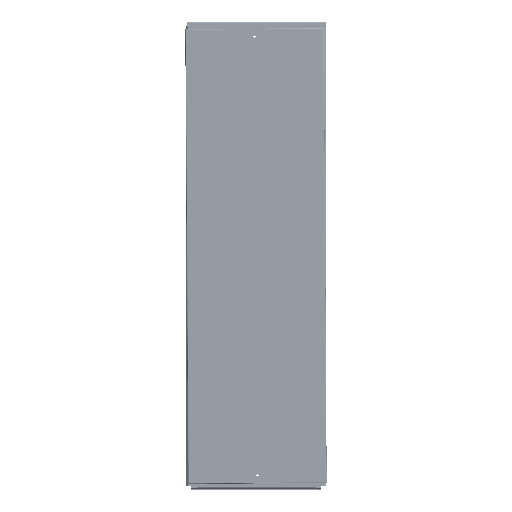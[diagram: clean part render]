
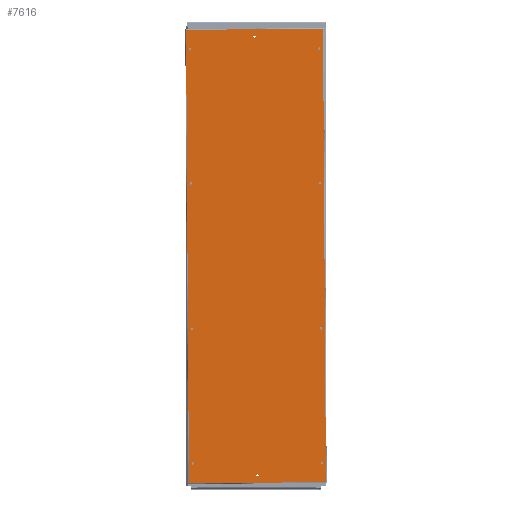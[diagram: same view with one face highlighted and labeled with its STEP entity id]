
A CAD part, top view. The second image highlights one B-rep face of the part: STEP entity #7616.
In plain terms, the highlighted face is planar.
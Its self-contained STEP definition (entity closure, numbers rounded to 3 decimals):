
#4425=FACE_BOUND('',#14687,.T.);
#4426=FACE_BOUND('',#14688,.T.);
#4427=FACE_BOUND('',#14689,.T.);
#4428=FACE_BOUND('',#14690,.T.);
#4429=FACE_BOUND('',#14691,.T.);
#4430=FACE_BOUND('',#14692,.T.);
#4431=FACE_BOUND('',#14693,.T.);
#4432=FACE_BOUND('',#14694,.T.);
#4433=FACE_BOUND('',#14695,.T.);
#4434=FACE_BOUND('',#14696,.T.);
#4435=FACE_BOUND('',#14697,.T.);
#6577=CIRCLE('',#57309,5.);
#6579=CIRCLE('',#57312,5.);
#6581=CIRCLE('',#57315,5.);
#6583=CIRCLE('',#57318,5.);
#6585=CIRCLE('',#57321,5.);
#6587=CIRCLE('',#57324,5.);
#6589=CIRCLE('',#57327,5.);
#6591=CIRCLE('',#57330,5.);
#6593=CIRCLE('',#57333,5.);
#6596=CIRCLE('',#57338,5.);
#7616=ADVANCED_FACE('F27',(#4425,#4426,#4427,#4428,#4429,#4430,#4431,#4432,
#4433,#4434,#4435),#10239,.T.);
#10239=PLANE('',#57347);
#14687=EDGE_LOOP('',(#29363,#29364,#29365,#29366));
#14688=EDGE_LOOP('',(#29367));
#14689=EDGE_LOOP('',(#29368));
#14690=EDGE_LOOP('',(#29369));
#14691=EDGE_LOOP('',(#29370));
#14692=EDGE_LOOP('',(#29371));
#14693=EDGE_LOOP('',(#29372));
#14694=EDGE_LOOP('',(#29373));
#14695=EDGE_LOOP('',(#29374));
#14696=EDGE_LOOP('',(#29375));
#14697=EDGE_LOOP('',(#29376));
#29363=ORIENTED_EDGE('',*,*,#49050,.T.);
#29364=ORIENTED_EDGE('',*,*,#49047,.T.);
#29365=ORIENTED_EDGE('',*,*,#49051,.T.);
#29366=ORIENTED_EDGE('',*,*,#49052,.T.);
#29367=ORIENTED_EDGE('',*,*,#49033,.T.);
#29368=ORIENTED_EDGE('',*,*,#49025,.T.);
#29369=ORIENTED_EDGE('',*,*,#49022,.T.);
#29370=ORIENTED_EDGE('',*,*,#49019,.T.);
#29371=ORIENTED_EDGE('',*,*,#49016,.T.);
#29372=ORIENTED_EDGE('',*,*,#49013,.T.);
#29373=ORIENTED_EDGE('',*,*,#49010,.T.);
#29374=ORIENTED_EDGE('',*,*,#49007,.T.);
#29375=ORIENTED_EDGE('',*,*,#49004,.T.);
#29376=ORIENTED_EDGE('',*,*,#49001,.T.);
#44148=VERTEX_POINT('',#73399);
#44150=VERTEX_POINT('',#73405);
#44152=VERTEX_POINT('',#73411);
#44154=VERTEX_POINT('',#73417);
#44156=VERTEX_POINT('',#73423);
#44158=VERTEX_POINT('',#73429);
#44160=VERTEX_POINT('',#73435);
#44162=VERTEX_POINT('',#73441);
#44164=VERTEX_POINT('',#73447);
#44170=VERTEX_POINT('',#73467);
#44177=VERTEX_POINT('',#73489);
#44181=VERTEX_POINT('',#73498);
#44183=VERTEX_POINT('',#73515);
#44184=VERTEX_POINT('',#73518);
#49001=EDGE_CURVE('E120',#44148,#44148,#6577,.T.);
#49004=EDGE_CURVE('E119',#44150,#44150,#6579,.T.);
#49007=EDGE_CURVE('E118',#44152,#44152,#6581,.T.);
#49010=EDGE_CURVE('E117',#44154,#44154,#6583,.T.);
#49013=EDGE_CURVE('E116',#44156,#44156,#6585,.T.);
#49016=EDGE_CURVE('E115',#44158,#44158,#6587,.T.);
#49019=EDGE_CURVE('E114',#44160,#44160,#6589,.T.);
#49022=EDGE_CURVE('E113',#44162,#44162,#6591,.T.);
#49025=EDGE_CURVE('E112',#44164,#44164,#6593,.T.);
#49033=EDGE_CURVE('E111',#44170,#44170,#6596,.T.);
#49047=EDGE_CURVE('E74',#44177,#44181,#56434,.T.);
#49050=EDGE_CURVE('E90',#44183,#44177,#56435,.T.);
#49051=EDGE_CURVE('E82',#44181,#44184,#56436,.T.);
#49052=EDGE_CURVE('E68',#44184,#44183,#56437,.T.);
#56434=B_SPLINE_CURVE_WITH_KNOTS('',1,(#73506,#73507),.UNSPECIFIED.,.F.,
 .F.,(2,2),(0.,1.),.UNSPECIFIED.);
#56435=B_SPLINE_CURVE_WITH_KNOTS('',1,(#73513,#73514),.UNSPECIFIED.,.F.,
 .F.,(2,2),(0.,1.),.UNSPECIFIED.);
#56436=B_SPLINE_CURVE_WITH_KNOTS('',1,(#73516,#73517),.UNSPECIFIED.,.F.,
 .F.,(2,2),(0.,1.),.UNSPECIFIED.);
#56437=B_SPLINE_CURVE_WITH_KNOTS('',1,(#73519,#73520),.UNSPECIFIED.,.F.,
 .F.,(2,2),(0.,1.),.UNSPECIFIED.);
#57309=AXIS2_PLACEMENT_3D('',#73400,#60926,#60927);
#57312=AXIS2_PLACEMENT_3D('',#73406,#60933,#60934);
#57315=AXIS2_PLACEMENT_3D('',#73412,#60940,#60941);
#57318=AXIS2_PLACEMENT_3D('',#73418,#60947,#60948);
#57321=AXIS2_PLACEMENT_3D('',#73424,#60954,#60955);
#57324=AXIS2_PLACEMENT_3D('',#73430,#60961,#60962);
#57327=AXIS2_PLACEMENT_3D('',#73436,#60968,#60969);
#57330=AXIS2_PLACEMENT_3D('',#73442,#60975,#60976);
#57333=AXIS2_PLACEMENT_3D('',#73448,#60982,#60983);
#57338=AXIS2_PLACEMENT_3D('',#73468,#60993,#60994);
#57347=AXIS2_PLACEMENT_3D('',#73521,#61017,#61018);
#60926=DIRECTION('',(0.,0.,1.));
#60927=DIRECTION('',(1.,0.,0.));
#60933=DIRECTION('',(0.,0.,1.));
#60934=DIRECTION('',(1.,0.,0.));
#60940=DIRECTION('',(0.,0.,1.));
#60941=DIRECTION('',(1.,0.,0.));
#60947=DIRECTION('',(0.,0.,1.));
#60948=DIRECTION('',(1.,0.,0.));
#60954=DIRECTION('',(0.,0.,1.));
#60955=DIRECTION('',(1.,0.,0.));
#60961=DIRECTION('',(0.,0.,1.));
#60962=DIRECTION('',(1.,0.,0.));
#60968=DIRECTION('',(0.,0.,1.));
#60969=DIRECTION('',(1.,0.,0.));
#60975=DIRECTION('',(0.,0.,1.));
#60976=DIRECTION('',(1.,0.,0.));
#60982=DIRECTION('',(0.,0.,1.));
#60983=DIRECTION('',(1.,0.,0.));
#60993=DIRECTION('',(0.,0.,1.));
#60994=DIRECTION('',(1.,0.,0.));
#61017=DIRECTION('',(0.,0.,-1.));
#61018=DIRECTION('',(1.,0.,0.));
#73399=CARTESIAN_POINT('',(400.768,-1554.929,-641.788));
#73400=CARTESIAN_POINT('',(400.768,-1559.929,-641.788));
#73405=CARTESIAN_POINT('',(453.268,-1277.929,-641.788));
#73406=CARTESIAN_POINT('',(453.268,-1282.929,-641.788));
#73411=CARTESIAN_POINT('',(400.768,-1000.929,-641.788));
#73412=CARTESIAN_POINT('',(400.768,-1005.929,-641.788));
#73417=CARTESIAN_POINT('',(-174.232,-1000.929,-641.788));
#73418=CARTESIAN_POINT('',(-174.232,-1005.929,-641.788));
#73423=CARTESIAN_POINT('',(-799.232,-1000.929,-641.788));
#73424=CARTESIAN_POINT('',(-799.232,-1005.929,-641.788));
#73429=CARTESIAN_POINT('',(-1374.232,-1000.929,-641.788));
#73430=CARTESIAN_POINT('',(-1374.232,-1005.929,-641.788));
#73435=CARTESIAN_POINT('',(-1426.732,-1277.929,-641.788));
#73436=CARTESIAN_POINT('',(-1426.732,-1282.929,-641.788));
#73441=CARTESIAN_POINT('',(-1374.232,-1554.929,-641.788));
#73442=CARTESIAN_POINT('',(-1374.232,-1559.929,-641.788));
#73447=CARTESIAN_POINT('',(-799.232,-1554.929,-641.788));
#73448=CARTESIAN_POINT('',(-799.232,-1559.929,-641.788));
#73467=CARTESIAN_POINT('',(-174.232,-1554.929,-641.788));
#73468=CARTESIAN_POINT('',(-174.232,-1559.929,-641.788));
#73489=CARTESIAN_POINT('',(484.768,-989.429,-641.788));
#73498=CARTESIAN_POINT('',(484.768,-1576.429,-641.788));
#73506=CARTESIAN_POINT('',(484.768,-989.429,-641.788));
#73507=CARTESIAN_POINT('',(484.768,-1576.429,-641.788));
#73513=CARTESIAN_POINT('',(-1458.232,-989.429,-641.788));
#73514=CARTESIAN_POINT('',(484.768,-989.429,-641.788));
#73515=CARTESIAN_POINT('',(-1458.232,-989.429,-641.788));
#73516=CARTESIAN_POINT('',(484.768,-1576.429,-641.788));
#73517=CARTESIAN_POINT('',(-1458.232,-1576.429,-641.788));
#73518=CARTESIAN_POINT('',(-1458.232,-1576.429,-641.788));
#73519=CARTESIAN_POINT('',(-1458.232,-1576.429,-641.788));
#73520=CARTESIAN_POINT('',(-1458.232,-989.429,-641.788));
#73521=CARTESIAN_POINT('',(-1458.232,-989.429,-641.788));
